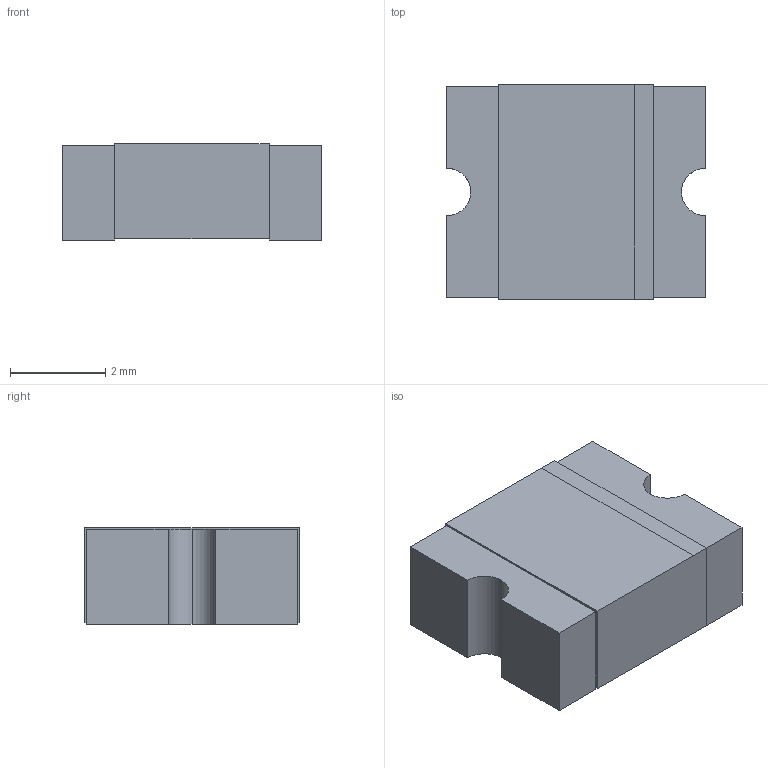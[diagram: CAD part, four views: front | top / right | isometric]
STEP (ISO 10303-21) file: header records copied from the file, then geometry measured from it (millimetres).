
FILE_DESCRIPTION (( 'STEP AP214' ), '1' );
FILE_NAME ('467FC470-4657-4AC2-9A9D-995D1180F8D5.STEP', '2008-02-15T10:03:17', ( 'sysAdmin' ), ( 'SolidWorks' ), 'SwSTEP 2.0', 'SolidWorks 2008', '' );
FILE_SCHEMA (( 'AUTOMOTIVE_DESIGN' ));
Length unit declared in the file: millimetre
Products named in the file (1): 467FC470-4657-4AC2-9A9D-995D1180F8D5
Bounding box: 5.44 x 4.51 x 2.04 mm (x, y, z)
Volume: 47.2 mm3; surface area: 89.9 mm2
Topology: 1 solids, 1 shells, 25 faces, 65 edges, 42 vertices
Faces by surface type: plane 22, cylinder 3
Entity records: 1051 total; most frequent: CARTESIAN_POINT 133, ORIENTED_EDGE 130, DIRECTION 123, EDGE_CURVE 65, LINE 59, VECTOR 59, VERTEX_POINT 42, AXIS2_PLACEMENT_3D 32
